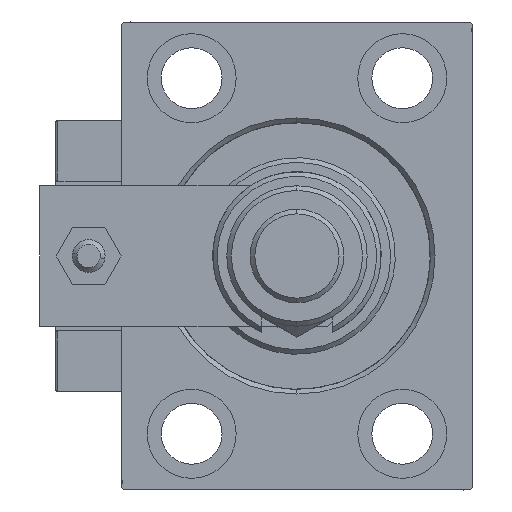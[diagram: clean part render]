
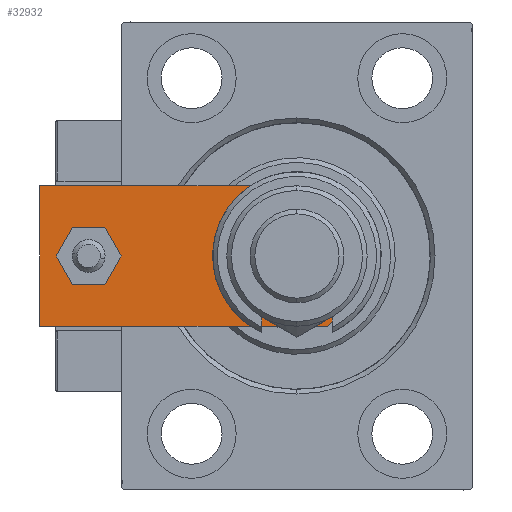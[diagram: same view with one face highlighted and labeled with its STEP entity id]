
A CAD part, left-side view. The second image highlights one B-rep face of the part: STEP entity #32932.
In plain terms, the highlighted face is planar.
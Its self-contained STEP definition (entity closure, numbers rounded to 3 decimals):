
#147 = EDGE_CURVE ( 'NONE', #34456, #36472, #40197, .T. ) ;
#852 = VECTOR ( 'NONE', #39041, 1000. ) ;
#1588 = EDGE_LOOP ( 'NONE', ( #31638, #27445, #22163, #15679, #31959, #34477 ) ) ;
#3195 = VERTEX_POINT ( 'NONE', #45442 ) ;
#3246 = CARTESIAN_POINT ( 'NONE',  ( -15., 0., 8. ) ) ;
#3389 = EDGE_CURVE ( 'NONE', #32767, #13879, #41018, .T. ) ;
#3706 = CARTESIAN_POINT ( 'NONE',  ( 10., 15., 8. ) ) ;
#3998 = PLANE ( 'NONE',  #24187 ) ;
#4271 = FACE_OUTER_BOUND ( 'NONE', #1588, .T. ) ;
#4288 = DIRECTION ( 'NONE',  ( 1., 0., 0. ) ) ;
#4322 = EDGE_CURVE ( 'NONE', #41751, #32767, #43779, .T. ) ;
#7326 = CARTESIAN_POINT ( 'NONE',  ( -4., 59.5, 8. ) ) ;
#7690 = ORIENTED_EDGE ( 'NONE', *, *, #21346, .F. ) ;
#7826 = FACE_BOUND ( 'NONE', #37466, .T. ) ;
#8472 = LINE ( 'NONE', #41822, #40379 ) ;
#10570 = CARTESIAN_POINT ( 'NONE',  ( 0., 15., 8. ) ) ;
#11668 = LINE ( 'NONE', #3246, #46049 ) ;
#13573 = LINE ( 'NONE', #21972, #852 ) ;
#13879 = VERTEX_POINT ( 'NONE', #22380 ) ;
#15038 = CARTESIAN_POINT ( 'NONE',  ( -15., 70., 8. ) ) ;
#15679 = ORIENTED_EDGE ( 'NONE', *, *, #23906, .T. ) ;
#16320 = ORIENTED_EDGE ( 'NONE', *, *, #50410, .F. ) ;
#17125 = EDGE_LOOP ( 'NONE', ( #7690, #39606 ) ) ;
#17976 = DIRECTION ( 'NONE',  ( 0., 0., 1. ) ) ;
#18954 = VERTEX_POINT ( 'NONE', #22025 ) ;
#19776 = FACE_BOUND ( 'NONE', #17125, .T. ) ;
#19904 = LINE ( 'NONE', #36426, #29520 ) ;
#20300 = DIRECTION ( 'NONE',  ( 1., 0., 0. ) ) ;
#21346 = EDGE_CURVE ( 'NONE', #36472, #34456, #48954, .T. ) ;
#21665 = AXIS2_PLACEMENT_3D ( 'NONE', #10570, #35503, #30920 ) ;
#21972 = CARTESIAN_POINT ( 'NONE',  ( 15., 70., 8. ) ) ;
#22025 = CARTESIAN_POINT ( 'NONE',  ( 15., 70., 8. ) ) ;
#22163 = ORIENTED_EDGE ( 'NONE', *, *, #38255, .T. ) ;
#22380 = CARTESIAN_POINT ( 'NONE',  ( -6.5, 0., 8. ) ) ;
#22864 = DIRECTION ( 'NONE',  ( 1., 0., 0. ) ) ;
#23715 = DIRECTION ( 'NONE',  ( 0., -1., 0. ) ) ;
#23906 = EDGE_CURVE ( 'NONE', #3195, #30227, #8472, .T. ) ;
#23984 = DIRECTION ( 'NONE',  ( 0., 1., 0. ) ) ;
#24187 = AXIS2_PLACEMENT_3D ( 'NONE', #28980, #37358, #20300 ) ;
#25465 = DIRECTION ( 'NONE',  ( 0., 0., 1. ) ) ;
#25789 = CARTESIAN_POINT ( 'NONE',  ( -15., 8.5, 8. ) ) ;
#26246 = VERTEX_POINT ( 'NONE', #3706 ) ;
#26524 = EDGE_CURVE ( 'NONE', #38898, #26246, #31841, .T. ) ;
#27445 = ORIENTED_EDGE ( 'NONE', *, *, #3389, .T. ) ;
#28980 = CARTESIAN_POINT ( 'NONE',  ( 0., 0., 8. ) ) ;
#29372 = DIRECTION ( 'NONE',  ( 0.707, -0.707, 0. ) ) ;
#29520 = VECTOR ( 'NONE', #23984, 1000. ) ;
#30072 = CARTESIAN_POINT ( 'NONE',  ( 4., 59.5, 8. ) ) ;
#30112 = AXIS2_PLACEMENT_3D ( 'NONE', #44629, #45166, #41067 ) ;
#30227 = VERTEX_POINT ( 'NONE', #43012 ) ;
#30920 = DIRECTION ( 'NONE',  ( 1., 0., 0. ) ) ;
#31638 = ORIENTED_EDGE ( 'NONE', *, *, #4322, .T. ) ;
#31841 = CIRCLE ( 'NONE', #30112, 10. ) ;
#31959 = ORIENTED_EDGE ( 'NONE', *, *, #51328, .T. ) ;
#32367 = CARTESIAN_POINT ( 'NONE',  ( -3.25, -3.25, 8. ) ) ;
#32767 = VERTEX_POINT ( 'NONE', #25789 ) ;
#32932 = ADVANCED_FACE ( 'NONE', ( #19776, #4271, #7826 ), #3998, .T. ) ;
#33688 = DIRECTION ( 'NONE',  ( 0.707, 0.707, 0. ) ) ;
#34456 = VERTEX_POINT ( 'NONE', #30072 ) ;
#34477 = ORIENTED_EDGE ( 'NONE', *, *, #50474, .T. ) ;
#34661 = CIRCLE ( 'NONE', #21665, 10. ) ;
#35456 = CARTESIAN_POINT ( 'NONE',  ( -15., 70., 8. ) ) ;
#35503 = DIRECTION ( 'NONE',  ( 0., 0., 1. ) ) ;
#36426 = CARTESIAN_POINT ( 'NONE',  ( 15., 0., 8. ) ) ;
#36472 = VERTEX_POINT ( 'NONE', #7326 ) ;
#37358 = DIRECTION ( 'NONE',  ( 0., 0., 1. ) ) ;
#37466 = EDGE_LOOP ( 'NONE', ( #46877, #16320 ) ) ;
#37641 = VECTOR ( 'NONE', #23715, 1000. ) ;
#38255 = EDGE_CURVE ( 'NONE', #13879, #3195, #11668, .T. ) ;
#38898 = VERTEX_POINT ( 'NONE', #48423 ) ;
#39041 = DIRECTION ( 'NONE',  ( -1., 0., 0. ) ) ;
#39606 = ORIENTED_EDGE ( 'NONE', *, *, #147, .F. ) ;
#40197 = CIRCLE ( 'NONE', #45414, 4. ) ;
#40379 = VECTOR ( 'NONE', #33688, 1000. ) ;
#41018 = LINE ( 'NONE', #32367, #49865 ) ;
#41067 = DIRECTION ( 'NONE',  ( 1., 0., 0. ) ) ;
#41751 = VERTEX_POINT ( 'NONE', #35456 ) ;
#41822 = CARTESIAN_POINT ( 'NONE',  ( 3.25, -3.25, 8. ) ) ;
#43012 = CARTESIAN_POINT ( 'NONE',  ( 15., 8.5, 8. ) ) ;
#43779 = LINE ( 'NONE', #15038, #37641 ) ;
#43957 = DIRECTION ( 'NONE',  ( 1., 0., 0. ) ) ;
#44629 = CARTESIAN_POINT ( 'NONE',  ( 0., 15., 8. ) ) ;
#45166 = DIRECTION ( 'NONE',  ( 0., 0., 1. ) ) ;
#45277 = CARTESIAN_POINT ( 'NONE',  ( 0., 59.5, 8. ) ) ;
#45414 = AXIS2_PLACEMENT_3D ( 'NONE', #45277, #25465, #4288 ) ;
#45442 = CARTESIAN_POINT ( 'NONE',  ( 6.5, 0., 8. ) ) ;
#46049 = VECTOR ( 'NONE', #43957, 1000. ) ;
#46877 = ORIENTED_EDGE ( 'NONE', *, *, #26524, .F. ) ;
#47225 = AXIS2_PLACEMENT_3D ( 'NONE', #47798, #17976, #22864 ) ;
#47798 = CARTESIAN_POINT ( 'NONE',  ( 0., 59.5, 8. ) ) ;
#48423 = CARTESIAN_POINT ( 'NONE',  ( -10., 15., 8. ) ) ;
#48954 = CIRCLE ( 'NONE', #47225, 4. ) ;
#49865 = VECTOR ( 'NONE', #29372, 1000. ) ;
#50410 = EDGE_CURVE ( 'NONE', #26246, #38898, #34661, .T. ) ;
#50474 = EDGE_CURVE ( 'NONE', #18954, #41751, #13573, .T. ) ;
#51328 = EDGE_CURVE ( 'NONE', #30227, #18954, #19904, .T. ) ;
